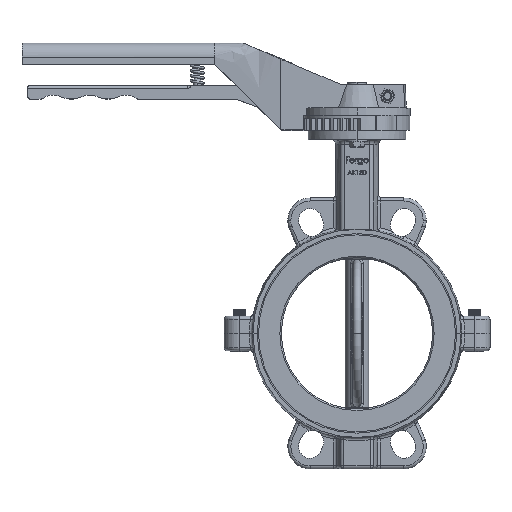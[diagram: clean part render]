
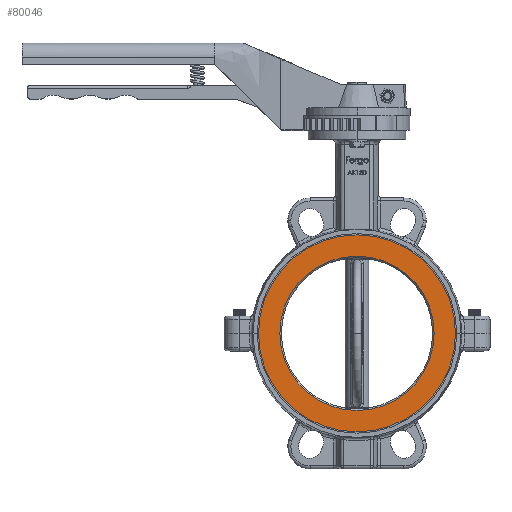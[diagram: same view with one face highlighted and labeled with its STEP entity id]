
A CAD part, top view. The second image highlights one B-rep face of the part: STEP entity #80046.
In plain terms, the highlighted planar face has unit normal (0, 0, 1).
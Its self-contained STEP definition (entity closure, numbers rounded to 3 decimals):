
#7773 = ORIENTED_EDGE ( 'NONE', *, *, #121164, .T. ) ;
#9323 = DIRECTION ( 'NONE',  ( 1., 0., 0. ) ) ;
#15283 = CARTESIAN_POINT ( 'NONE',  ( 0., 0., 28. ) ) ;
#16158 = CARTESIAN_POINT ( 'NONE',  ( 97., 0., 28. ) ) ;
#23931 = DIRECTION ( 'NONE',  ( 0., 0., 1. ) ) ;
#23999 = AXIS2_PLACEMENT_3D ( 'NONE', #85899, #133022, #122165 ) ;
#26133 = DIRECTION ( 'NONE',  ( 1., 0., 0. ) ) ;
#33690 = CIRCLE ( 'NONE', #41133, 97. ) ;
#35727 = DIRECTION ( 'NONE',  ( 0., -1., 0. ) ) ;
#36657 = EDGE_CURVE ( 'NONE', #45646, #121610, #110798, .T. ) ;
#37333 = DIRECTION ( 'NONE',  ( 1., 0., 0. ) ) ;
#41133 = AXIS2_PLACEMENT_3D ( 'NONE', #15283, #119770, #26133 ) ;
#41550 = AXIS2_PLACEMENT_3D ( 'NONE', #105256, #23931, #9323 ) ;
#45646 = VERTEX_POINT ( 'NONE', #125535 ) ;
#45857 = PLANE ( 'NONE',  #135312 ) ;
#47377 = CARTESIAN_POINT ( 'NONE',  ( 0., 97., 28. ) ) ;
#47678 = CIRCLE ( 'NONE', #136756, 97. ) ;
#52695 = VERTEX_POINT ( 'NONE', #137672 ) ;
#62840 = CARTESIAN_POINT ( 'NONE',  ( 0., 0., 28. ) ) ;
#65657 = VERTEX_POINT ( 'NONE', #16158 ) ;
#69815 = FACE_BOUND ( 'NONE', #117040, .T. ) ;
#73423 = CIRCLE ( 'NONE', #23999, 76. ) ;
#78416 = ORIENTED_EDGE ( 'NONE', *, *, #80240, .F. ) ;
#80046 = ADVANCED_FACE ( 'NONE', ( #69815, #93091 ), #45857, .F. ) ;
#80240 = EDGE_CURVE ( 'NONE', #121610, #45646, #73423, .T. ) ;
#85899 = CARTESIAN_POINT ( 'NONE',  ( 0., 0., 28. ) ) ;
#93091 = FACE_OUTER_BOUND ( 'NONE', #150201, .T. ) ;
#105256 = CARTESIAN_POINT ( 'NONE',  ( 0., 0., 28. ) ) ;
#105411 = EDGE_CURVE ( 'NONE', #65657, #52695, #47678, .T. ) ;
#110040 = DIRECTION ( 'NONE',  ( 0., 0., 1. ) ) ;
#110798 = CIRCLE ( 'NONE', #41550, 76. ) ;
#114913 = ORIENTED_EDGE ( 'NONE', *, *, #36657, .F. ) ;
#117040 = EDGE_LOOP ( 'NONE', ( #114913, #78416 ) ) ;
#119770 = DIRECTION ( 'NONE',  ( 0., 0., 1. ) ) ;
#121164 = EDGE_CURVE ( 'NONE', #52695, #65657, #33690, .T. ) ;
#121610 = VERTEX_POINT ( 'NONE', #148240 ) ;
#122165 = DIRECTION ( 'NONE',  ( 1., 0., 0. ) ) ;
#125535 = CARTESIAN_POINT ( 'NONE',  ( 76., 0., 28. ) ) ;
#128630 = DIRECTION ( 'NONE',  ( 0., 0., -1. ) ) ;
#133022 = DIRECTION ( 'NONE',  ( 0., 0., 1. ) ) ;
#135312 = AXIS2_PLACEMENT_3D ( 'NONE', #47377, #128630, #35727 ) ;
#136756 = AXIS2_PLACEMENT_3D ( 'NONE', #62840, #110040, #37333 ) ;
#137672 = CARTESIAN_POINT ( 'NONE',  ( -97., 0., 28. ) ) ;
#148240 = CARTESIAN_POINT ( 'NONE',  ( -76., 0., 28. ) ) ;
#150201 = EDGE_LOOP ( 'NONE', ( #151196, #7773 ) ) ;
#151196 = ORIENTED_EDGE ( 'NONE', *, *, #105411, .T. ) ;
